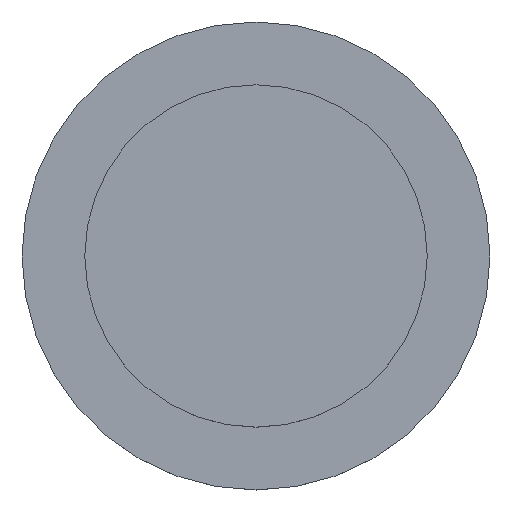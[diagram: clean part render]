
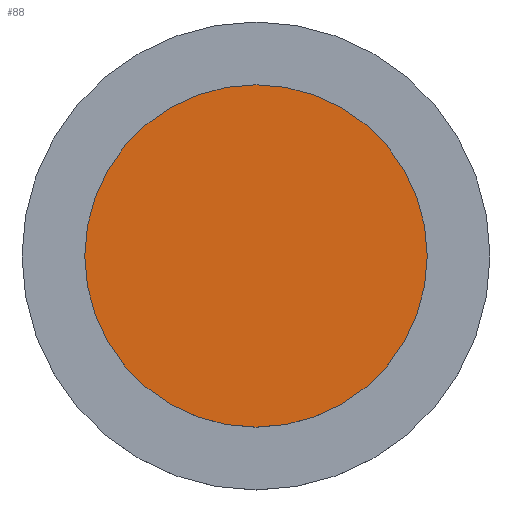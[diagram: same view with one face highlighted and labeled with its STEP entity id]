
A CAD part, top view. The second image highlights one B-rep face of the part: STEP entity #88.
In plain terms, the highlighted planar face has unit normal (0, 0, 1).
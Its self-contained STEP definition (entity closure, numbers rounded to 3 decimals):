
#17=PLANE($,#105);
#30=FACE_OUTER_BOUND($,#42,.T.);
#42=EDGE_LOOP($,(#77));
#52=CIRCLE($,#103,15.);
#59=VERTEX_POINT($,#155);
#66=EDGE_CURVE($,#59,#59,#52,.T.);
#77=ORIENTED_EDGE($,*,*,#66,.F.);
#88=ADVANCED_FACE($,(#30),#17,.F.);
#103=AXIS2_PLACEMENT_3D($,#156,#128,#129);
#105=AXIS2_PLACEMENT_3D($,#159,#132,#133);
#128=DIRECTION('center_axis',(0.,0.,-1.));
#129=DIRECTION('ref_axis',(-1.,0.,0.));
#132=DIRECTION('center_axis',(0.,0.,-1.));
#133=DIRECTION('ref_axis',(-1.,0.,0.));
#155=CARTESIAN_POINT('',(15.,0.,8.4));
#156=CARTESIAN_POINT('Origin',(0.,0.,8.4));
#159=CARTESIAN_POINT('Origin',(0.,0.,8.4));
